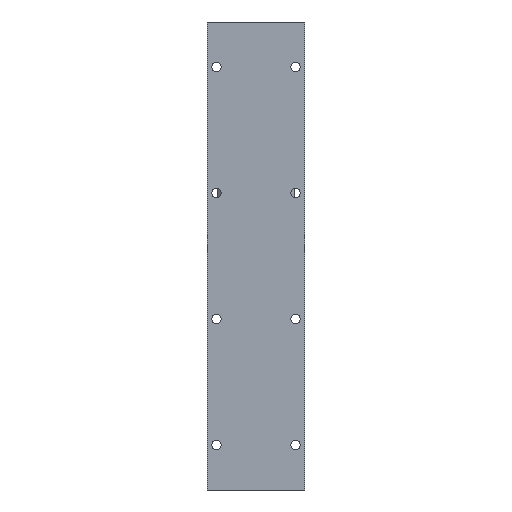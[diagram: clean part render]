
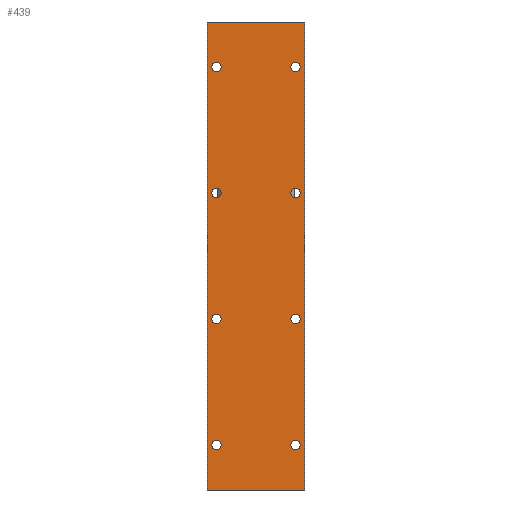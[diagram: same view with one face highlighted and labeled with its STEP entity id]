
A CAD part, front view. The second image highlights one B-rep face of the part: STEP entity #439.
In plain terms, the highlighted planar face has unit normal (0, -1, 0).
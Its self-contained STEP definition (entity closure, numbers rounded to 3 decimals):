
#439 = ADVANCED_FACE( '', ( #1023, #1024, #1025, #1026, #1027, #1028, #1029, #1030, #1031 ), #1032, .F. );
#1023 = FACE_BOUND( '', #1756, .T. );
#1024 = FACE_BOUND( '', #1757, .T. );
#1025 = FACE_BOUND( '', #1758, .T. );
#1026 = FACE_BOUND( '', #1759, .T. );
#1027 = FACE_BOUND( '', #1760, .T. );
#1028 = FACE_BOUND( '', #1761, .T. );
#1029 = FACE_BOUND( '', #1762, .T. );
#1030 = FACE_BOUND( '', #1763, .T. );
#1031 = FACE_OUTER_BOUND( '', #1764, .T. );
#1032 = PLANE( '', #1765 );
#1756 = EDGE_LOOP( '', ( #3087 ) );
#1757 = EDGE_LOOP( '', ( #3088 ) );
#1758 = EDGE_LOOP( '', ( #3089 ) );
#1759 = EDGE_LOOP( '', ( #3090 ) );
#1760 = EDGE_LOOP( '', ( #3091 ) );
#1761 = EDGE_LOOP( '', ( #3092 ) );
#1762 = EDGE_LOOP( '', ( #3093 ) );
#1763 = EDGE_LOOP( '', ( #3094 ) );
#1764 = EDGE_LOOP( '', ( #3095, #3096, #3097, #3098 ) );
#1765 = AXIS2_PLACEMENT_3D( '', #3099, #3100, #3101 );
#3087 = ORIENTED_EDGE( '', *, *, #4311, .T. );
#3088 = ORIENTED_EDGE( '', *, *, #4433, .T. );
#3089 = ORIENTED_EDGE( '', *, *, #4557, .F. );
#3090 = ORIENTED_EDGE( '', *, *, #4558, .F. );
#3091 = ORIENTED_EDGE( '', *, *, #4326, .F. );
#3092 = ORIENTED_EDGE( '', *, *, #4440, .F. );
#3093 = ORIENTED_EDGE( '', *, *, #4442, .T. );
#3094 = ORIENTED_EDGE( '', *, *, #4086, .T. );
#3095 = ORIENTED_EDGE( '', *, *, #4246, .T. );
#3096 = ORIENTED_EDGE( '', *, *, #4521, .F. );
#3097 = ORIENTED_EDGE( '', *, *, #4526, .F. );
#3098 = ORIENTED_EDGE( '', *, *, #4559, .T. );
#3099 = CARTESIAN_POINT( '', ( -27., 0., 130. ) );
#3100 = DIRECTION( '', ( 0., 1., 0. ) );
#3101 = DIRECTION( '', ( -1., 0., 0. ) );
#4086 = EDGE_CURVE( '', #4855, #4855, #4856, .T. );
#4246 = EDGE_CURVE( '', #5143, #5141, #5144, .T. );
#4311 = EDGE_CURVE( '', #5256, #5256, #5257, .T. );
#4326 = EDGE_CURVE( '', #5282, #5282, #5283, .T. );
#4433 = EDGE_CURVE( '', #5447, #5447, #5448, .T. );
#4440 = EDGE_CURVE( '', #5456, #5456, #5457, .T. );
#4442 = EDGE_CURVE( '', #5459, #5459, #5460, .T. );
#4521 = EDGE_CURVE( '', #5567, #5141, #5569, .T. );
#4526 = EDGE_CURVE( '', #5574, #5567, #5576, .T. );
#4557 = EDGE_CURVE( '', #5617, #5617, #5618, .T. );
#4558 = EDGE_CURVE( '', #5619, #5619, #5620, .T. );
#4559 = EDGE_CURVE( '', #5574, #5143, #5621, .T. );
#4855 = VERTEX_POINT( '', #6008 );
#4856 = CIRCLE( '', #6009, 2.6 );
#5141 = VERTEX_POINT( '', #6409 );
#5143 = VERTEX_POINT( '', #6412 );
#5144 = LINE( '', #6413, #6414 );
#5256 = VERTEX_POINT( '', #6578 );
#5257 = CIRCLE( '', #6579, 2.6 );
#5282 = VERTEX_POINT( '', #6613 );
#5283 = CIRCLE( '', #6614, 2.6 );
#5447 = VERTEX_POINT( '', #6847 );
#5448 = CIRCLE( '', #6848, 2.6 );
#5456 = VERTEX_POINT( '', #6859 );
#5457 = CIRCLE( '', #6860, 2.6 );
#5459 = VERTEX_POINT( '', #6862 );
#5460 = CIRCLE( '', #6863, 2.6 );
#5567 = VERTEX_POINT( '', #7056 );
#5569 = LINE( '', #7059, #7060 );
#5574 = VERTEX_POINT( '', #7067 );
#5576 = LINE( '', #7070, #7071 );
#5617 = VERTEX_POINT( '', #7131 );
#5618 = CIRCLE( '', #7132, 2.6 );
#5619 = VERTEX_POINT( '', #7133 );
#5620 = CIRCLE( '', #7134, 2.6 );
#5621 = LINE( '', #7135, #7136 );
#6008 = CARTESIAN_POINT( '', ( 22., 0., -37.6 ) );
#6009 = AXIS2_PLACEMENT_3D( '', #7547, #7548, #7549 );
#6409 = CARTESIAN_POINT( '', ( 27., 0., -130. ) );
#6412 = CARTESIAN_POINT( '', ( -27., 0., -130. ) );
#6413 = CARTESIAN_POINT( '', ( -27., 0., -130. ) );
#6414 = VECTOR( '', #7729, 1000. );
#6578 = CARTESIAN_POINT( '', ( -22., 0., 107.6 ) );
#6579 = AXIS2_PLACEMENT_3D( '', #7803, #7804, #7805 );
#6613 = CARTESIAN_POINT( '', ( 22., 0., 107.6 ) );
#6614 = AXIS2_PLACEMENT_3D( '', #7821, #7822, #7823 );
#6847 = CARTESIAN_POINT( '', ( -22., 0., 37.6 ) );
#6848 = AXIS2_PLACEMENT_3D( '', #7926, #7927, #7928 );
#6859 = CARTESIAN_POINT( '', ( 22., 0., 37.6 ) );
#6860 = AXIS2_PLACEMENT_3D( '', #7935, #7936, #7937 );
#6862 = CARTESIAN_POINT( '', ( 22., 0., -107.6 ) );
#6863 = AXIS2_PLACEMENT_3D( '', #7938, #7939, #7940 );
#7056 = CARTESIAN_POINT( '', ( 27., 0., 130. ) );
#7059 = CARTESIAN_POINT( '', ( 27., 0., 130. ) );
#7060 = VECTOR( '', #8022, 1000. );
#7067 = CARTESIAN_POINT( '', ( -27., 0., 130. ) );
#7070 = CARTESIAN_POINT( '', ( -27., 0., 130. ) );
#7071 = VECTOR( '', #8026, 1000. );
#7131 = CARTESIAN_POINT( '', ( -22., 0., -107.6 ) );
#7132 = AXIS2_PLACEMENT_3D( '', #8052, #8053, #8054 );
#7133 = CARTESIAN_POINT( '', ( -22., 0., -37.6 ) );
#7134 = AXIS2_PLACEMENT_3D( '', #8055, #8056, #8057 );
#7135 = CARTESIAN_POINT( '', ( -27., 0., 130. ) );
#7136 = VECTOR( '', #8058, 1000. );
#7547 = CARTESIAN_POINT( '', ( 22., 0., -35. ) );
#7548 = DIRECTION( '', ( 0., 1., 0. ) );
#7549 = DIRECTION( '', ( 0., 0., -1. ) );
#7729 = DIRECTION( '', ( 1., 0., 0. ) );
#7803 = CARTESIAN_POINT( '', ( -22., 0., 105. ) );
#7804 = DIRECTION( '', ( 0., 1., 0. ) );
#7805 = DIRECTION( '', ( 0., 0., 1. ) );
#7821 = CARTESIAN_POINT( '', ( 22., 0., 105. ) );
#7822 = DIRECTION( '', ( 0., -1., 0. ) );
#7823 = DIRECTION( '', ( 0., 0., 1. ) );
#7926 = CARTESIAN_POINT( '', ( -22., 0., 35. ) );
#7927 = DIRECTION( '', ( 0., 1., 0. ) );
#7928 = DIRECTION( '', ( 0., 0., 1. ) );
#7935 = CARTESIAN_POINT( '', ( 22., 0., 35. ) );
#7936 = DIRECTION( '', ( 0., -1., 0. ) );
#7937 = DIRECTION( '', ( 0., 0., 1. ) );
#7938 = CARTESIAN_POINT( '', ( 22., 0., -105. ) );
#7939 = DIRECTION( '', ( 0., 1., 0. ) );
#7940 = DIRECTION( '', ( 0., 0., -1. ) );
#8022 = DIRECTION( '', ( 0., 0., -1. ) );
#8026 = DIRECTION( '', ( 1., 0., 0. ) );
#8052 = CARTESIAN_POINT( '', ( -22., 0., -105. ) );
#8053 = DIRECTION( '', ( 0., -1., 0. ) );
#8054 = DIRECTION( '', ( 0., 0., -1. ) );
#8055 = CARTESIAN_POINT( '', ( -22., 0., -35. ) );
#8056 = DIRECTION( '', ( 0., -1., 0. ) );
#8057 = DIRECTION( '', ( 0., 0., -1. ) );
#8058 = DIRECTION( '', ( 0., 0., -1. ) );
